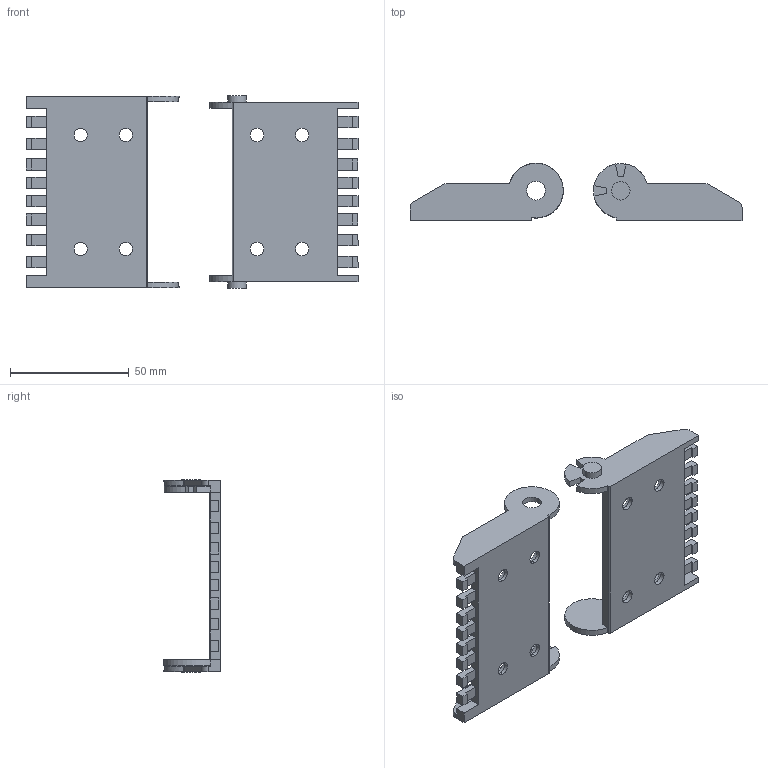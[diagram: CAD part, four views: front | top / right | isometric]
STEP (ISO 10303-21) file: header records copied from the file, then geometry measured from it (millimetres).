
FILE_DESCRIPTION (( 'STEP AP203' ), '1' );
FILE_NAME ('CDC-KAZ-0.7X2.8.step', '2024-04-09T19:48:06', ( '' ), ( '' ), 'SwSTEP 2.0', 'SolidWorks 2023', '' );
FILE_SCHEMA (( 'CONFIG_CONTROL_DESIGN' ));
Length unit declared in the file: inch
Products named in the file (3): CDC-KAZ-0.7X2.8_Male; CDC-KAZ-0.7X2.8; CDC-KAZ-0.7X2.8_Female
Assembly tree (2 placements, depth 2):
  CDC-KAZ-0.7X2.8
    CDC-KAZ-0.7X2.8_Male
    CDC-KAZ-0.7X2.8_Female
Bounding box: 139.7 x 24.09 x 81.2 mm (x, y, z)
Volume: 38095 mm3; surface area: 25870.5 mm2
Topology: 2 solids, 2 shells, 215 faces, 603 edges, 402 vertices
Faces by surface type: plane 158, cylinder 57
Entity records: 7250 total; most frequent: CARTESIAN_POINT 1225, ORIENTED_EDGE 1206, DIRECTION 1165, EDGE_CURVE 603, LINE 481, VECTOR 481, VERTEX_POINT 402, AXIS2_PLACEMENT_3D 342
